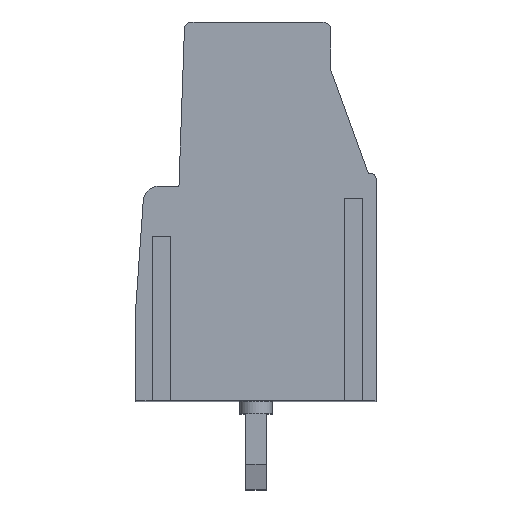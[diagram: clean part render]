
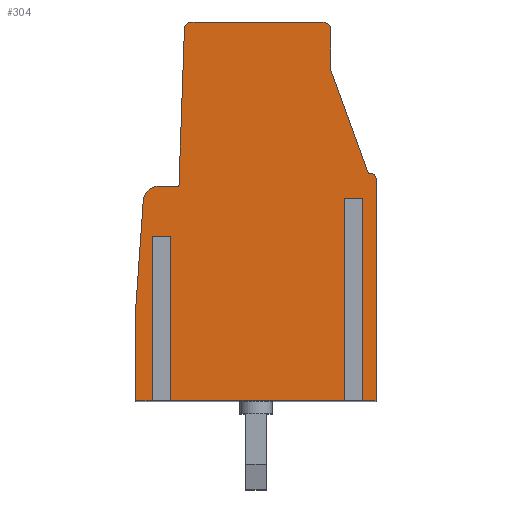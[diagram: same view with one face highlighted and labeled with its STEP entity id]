
A CAD part, top view. The second image highlights one B-rep face of the part: STEP entity #304.
In plain terms, the highlighted planar face has unit normal (0, 0, 1).
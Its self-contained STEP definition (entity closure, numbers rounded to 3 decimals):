
#304=ADVANCED_FACE('',(#789),#790,.F.);
#789=FACE_OUTER_BOUND('',#1455,.T.);
#790=PLANE('',#1456);
#1455=EDGE_LOOP('',(#2344,#2345,#2346,#2347,#2348,#2349,#2350,#2351,#2352,#2353,#2354,#2355,#2356,#2357,#2358,#2359,#2360,#2361,#2362,#2363,#2364,#2365));
#1456=AXIS2_PLACEMENT_3D('',#2366,#2367,#2368);
#2344=ORIENTED_EDGE('',*,*,#4013,.T.);
#2345=ORIENTED_EDGE('',*,*,#4070,.T.);
#2346=ORIENTED_EDGE('',*,*,#4099,.F.);
#2347=ORIENTED_EDGE('',*,*,#4145,.T.);
#2348=ORIENTED_EDGE('',*,*,#4146,.T.);
#2349=ORIENTED_EDGE('',*,*,#4114,.T.);
#2350=ORIENTED_EDGE('',*,*,#4147,.F.);
#2351=ORIENTED_EDGE('',*,*,#4148,.F.);
#2352=ORIENTED_EDGE('',*,*,#4149,.F.);
#2353=ORIENTED_EDGE('',*,*,#4107,.T.);
#2354=ORIENTED_EDGE('',*,*,#3943,.T.);
#2355=ORIENTED_EDGE('',*,*,#4150,.T.);
#2356=ORIENTED_EDGE('',*,*,#4151,.T.);
#2357=ORIENTED_EDGE('',*,*,#4101,.T.);
#2358=ORIENTED_EDGE('',*,*,#3972,.F.);
#2359=ORIENTED_EDGE('',*,*,#4152,.F.);
#2360=ORIENTED_EDGE('',*,*,#4153,.F.);
#2361=ORIENTED_EDGE('',*,*,#4154,.F.);
#2362=ORIENTED_EDGE('',*,*,#4155,.F.);
#2363=ORIENTED_EDGE('',*,*,#4156,.F.);
#2364=ORIENTED_EDGE('',*,*,#4157,.F.);
#2365=ORIENTED_EDGE('',*,*,#4000,.F.);
#2366=CARTESIAN_POINT('',(-40.85,-19.27,7.62));
#2367=DIRECTION('',(0.,0.0,-1.0));
#2368=DIRECTION('',(-1.0,0.0,0.));
#3943=EDGE_CURVE('',#4700,#4698,#4701,.T.);
#3972=EDGE_CURVE('',#4748,#4751,#4752,.T.);
#4000=EDGE_CURVE('',#4804,#4800,#4806,.T.);
#4013=EDGE_CURVE('',#4804,#4825,#4827,.T.);
#4070=EDGE_CURVE('',#4825,#4913,#4915,.T.);
#4099=EDGE_CURVE('',#4956,#4913,#4958,.T.);
#4101=EDGE_CURVE('',#4960,#4751,#4961,.T.);
#4107=EDGE_CURVE('',#4971,#4700,#4972,.T.);
#4114=EDGE_CURVE('',#4984,#4982,#4985,.T.);
#4145=EDGE_CURVE('',#4956,#5042,#5043,.T.);
#4146=EDGE_CURVE('',#5042,#4984,#5044,.T.);
#4147=EDGE_CURVE('',#5045,#4982,#5046,.T.);
#4148=EDGE_CURVE('',#5047,#5045,#5048,.T.);
#4149=EDGE_CURVE('',#4971,#5047,#5049,.T.);
#4150=EDGE_CURVE('',#4698,#5050,#5051,.T.);
#4151=EDGE_CURVE('',#5050,#4960,#5052,.T.);
#4152=EDGE_CURVE('',#5053,#4748,#5054,.T.);
#4153=EDGE_CURVE('',#5055,#5053,#5056,.T.);
#4154=EDGE_CURVE('',#5057,#5055,#5058,.T.);
#4155=EDGE_CURVE('',#5059,#5057,#5060,.T.);
#4156=EDGE_CURVE('',#5061,#5059,#5062,.T.);
#4157=EDGE_CURVE('',#4800,#5061,#5063,.T.);
#4698=VERTEX_POINT('',#5801);
#4700=VERTEX_POINT('',#5804);
#4701=LINE('',#5805,#5806);
#4748=VERTEX_POINT('',#5871);
#4751=VERTEX_POINT('',#5875);
#4752=LINE('',#5876,#5877);
#4800=VERTEX_POINT('',#5948);
#4804=VERTEX_POINT('',#5953);
#4806=CIRCLE('',#5956,0.3);
#4825=VERTEX_POINT('',#5983);
#4827=LINE('',#5986,#5987);
#4913=VERTEX_POINT('',#6102);
#4915=LINE('',#6105,#6106);
#4956=VERTEX_POINT('',#6159);
#4958=CIRCLE('',#6162,0.6);
#4960=VERTEX_POINT('',#6164);
#4961=LINE('',#6165,#6166);
#4971=VERTEX_POINT('',#6181);
#4972=LINE('',#6182,#6183);
#4982=VERTEX_POINT('',#6198);
#4984=VERTEX_POINT('',#6201);
#4985=LINE('',#6202,#6203);
#5042=VERTEX_POINT('',#6280);
#5043=LINE('',#6281,#6282);
#5044=LINE('',#6283,#6284);
#5045=VERTEX_POINT('',#6285);
#5046=LINE('',#6286,#6287);
#5047=VERTEX_POINT('',#6288);
#5048=LINE('',#6289,#6290);
#5049=LINE('',#6291,#6292);
#5050=VERTEX_POINT('',#6293);
#5051=LINE('',#6294,#6295);
#5052=LINE('',#6296,#6297);
#5053=VERTEX_POINT('',#6298);
#5054=CIRCLE('',#6299,0.2);
#5055=VERTEX_POINT('',#6300);
#5056=LINE('',#6301,#6302);
#5057=VERTEX_POINT('',#6303);
#5058=LINE('',#6304,#6305);
#5059=VERTEX_POINT('',#6306);
#5060=LINE('',#6307,#6308);
#5061=VERTEX_POINT('',#6309);
#5062=CIRCLE('',#6310,0.3);
#5063=LINE('',#6311,#6312);
#5801=CARTESIAN_POINT('',(1.024,8.5,7.62));
#5804=CARTESIAN_POINT('',(1.024,0.5,7.62));
#5805=CARTESIAN_POINT('',(1.024,-19.27,7.62));
#5806=VECTOR('',#7313,1.0);
#5871=CARTESIAN_POINT('',(2.106,9.3,7.62));
#5875=CARTESIAN_POINT('',(2.106,0.5,7.62));
#5876=CARTESIAN_POINT('',(2.106,-19.27,7.62));
#5877=VECTOR('',#7342,1.0);
#5948=CARTESIAN_POINT('',(-5.177,15.5,7.62));
#5953=CARTESIAN_POINT('',(-5.477,15.21,7.62));
#5956=AXIS2_PLACEMENT_3D('',#7371,#7372,#7373);
#5983=CARTESIAN_POINT('',(-5.694,9.,7.62));
#5986=CARTESIAN_POINT('',(-6.681,-19.27,7.62));
#5987=VECTOR('',#7383,1.0);
#6102=CARTESIAN_POINT('',(-6.507,9.,7.62));
#6105=CARTESIAN_POINT('',(-40.85,9.,7.62));
#6106=VECTOR('',#7453,1.0);
#6159=CARTESIAN_POINT('',(-7.106,8.442,7.62));
#6162=AXIS2_PLACEMENT_3D('',#7491,#7492,#7493);
#6164=CARTESIAN_POINT('',(1.438,0.5,7.62));
#6165=CARTESIAN_POINT('',(-40.85,0.5,7.62));
#6166=VECTOR('',#7494,1.0);
#6181=CARTESIAN_POINT('',(-6.187,0.5,7.62));
#6182=CARTESIAN_POINT('',(-40.85,0.5,7.62));
#6183=VECTOR('',#7500,1.0);
#6198=CARTESIAN_POINT('',(-6.601,0.5,7.62));
#6201=CARTESIAN_POINT('',(-7.394,0.5,7.62));
#6202=CARTESIAN_POINT('',(-40.85,0.5,7.62));
#6203=VECTOR('',#7507,1.0);
#6280=CARTESIAN_POINT('',(-7.394,4.32,7.62));
#6281=CARTESIAN_POINT('',(-9.044,-19.27,7.62));
#6282=VECTOR('',#7552,1.0);
#6283=CARTESIAN_POINT('',(-7.394,-19.27,7.62));
#6284=VECTOR('',#7553,1.0);
#6285=CARTESIAN_POINT('',(-6.601,7.0,7.62));
#6286=CARTESIAN_POINT('',(-6.601,-19.27,7.62));
#6287=VECTOR('',#7554,1.0);
#6288=CARTESIAN_POINT('',(-6.187,7.0,7.62));
#6289=CARTESIAN_POINT('',(-40.85,7.0,7.62));
#6290=VECTOR('',#7555,1.0);
#6291=CARTESIAN_POINT('',(-6.187,-19.27,7.62));
#6292=VECTOR('',#7556,1.0);
#6293=CARTESIAN_POINT('',(1.438,8.5,7.62));
#6294=CARTESIAN_POINT('',(-40.85,8.5,7.62));
#6295=VECTOR('',#7557,1.0);
#6296=CARTESIAN_POINT('',(1.438,-19.27,7.62));
#6297=VECTOR('',#7558,1.0);
#6298=CARTESIAN_POINT('',(1.906,9.5,7.62));
#6299=AXIS2_PLACEMENT_3D('',#7559,#7560,#7561);
#6300=CARTESIAN_POINT('',(1.806,9.5,7.62));
#6301=CARTESIAN_POINT('',(-40.85,9.5,7.62));
#6302=VECTOR('',#7562,1.0);
#6303=CARTESIAN_POINT('',(0.306,13.621,7.62));
#6304=CARTESIAN_POINT('',(12.277,-19.27,7.62));
#6305=VECTOR('',#7563,1.0);
#6306=CARTESIAN_POINT('',(0.306,15.2,7.62));
#6307=CARTESIAN_POINT('',(0.306,-19.27,7.62));
#6308=VECTOR('',#7564,1.0);
#6309=CARTESIAN_POINT('',(0.006,15.5,7.62));
#6310=AXIS2_PLACEMENT_3D('',#7565,#7566,#7567);
#6311=CARTESIAN_POINT('',(-40.85,15.5,7.62));
#6312=VECTOR('',#7568,1.0);
#7313=DIRECTION('',(0.0,1.0,0.0));
#7342=DIRECTION('',(0.0,-1.0,-0.0));
#7371=CARTESIAN_POINT('',(-5.177,15.2,7.62));
#7372=DIRECTION('',(0.,0.0,-1.0));
#7373=DIRECTION('',(-1.0,0.0,0.));
#7383=DIRECTION('',(-0.035,-0.999,0.));
#7453=DIRECTION('',(-1.0,0.,0.));
#7491=CARTESIAN_POINT('',(-6.507,8.4,7.62));
#7492=DIRECTION('',(0.,0.0,-1.0));
#7493=DIRECTION('',(-1.0,0.0,0.));
#7494=DIRECTION('',(1.0,0.0,0.));
#7500=DIRECTION('',(1.0,0.0,0.));
#7507=DIRECTION('',(1.0,0.0,0.));
#7552=DIRECTION('',(-0.07,-0.998,0.));
#7553=DIRECTION('',(0.,-1.0,0.));
#7554=DIRECTION('',(0.0,-1.0,-0.0));
#7555=DIRECTION('',(-1.0,0.0,0.));
#7556=DIRECTION('',(0.0,1.0,0.0));
#7557=DIRECTION('',(1.0,0.0,0.));
#7558=DIRECTION('',(0.0,-1.0,-0.0));
#7559=CARTESIAN_POINT('',(1.906,9.3,7.62));
#7560=DIRECTION('',(0.,0.0,-1.0));
#7561=DIRECTION('',(-1.0,0.0,0.));
#7562=DIRECTION('',(1.0,0.0,0.));
#7563=DIRECTION('',(0.342,-0.94,0.));
#7564=DIRECTION('',(0.,-1.0,0.));
#7565=CARTESIAN_POINT('',(0.006,15.2,7.62));
#7566=DIRECTION('',(0.,0.0,-1.0));
#7567=DIRECTION('',(-1.0,0.0,0.));
#7568=DIRECTION('',(1.0,0.,0.));
